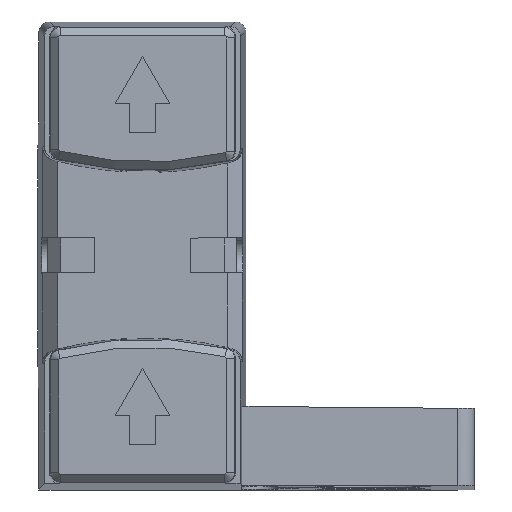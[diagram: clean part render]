
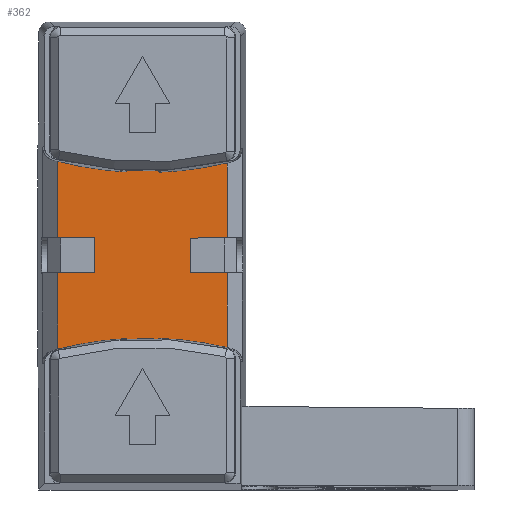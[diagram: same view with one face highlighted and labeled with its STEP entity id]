
A CAD part, top view. The second image highlights one B-rep face of the part: STEP entity #362.
In plain terms, the highlighted planar face has unit normal (0, 0, 1).
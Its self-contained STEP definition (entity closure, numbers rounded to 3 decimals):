
#122=CIRCLE('',#3040,10.649);
#126=CIRCLE('',#3046,10.649);
#127=CIRCLE('',#3048,10.649);
#131=CIRCLE('',#3054,10.649);
#134=CIRCLE('',#3062,10.449);
#135=CIRCLE('',#3063,10.449);
#203=FACE_OUTER_BOUND('',#712,.T.);
#362=ADVANCED_FACE('',(#203),#511,.T.);
#511=PLANE('',#3064);
#712=EDGE_LOOP('',(#1607,#1608,#1609,#1610,#1611,#1612,#1613,#1614,#1615,
#1616,#1617,#1618,#1619,#1620,#1621,#1622,#1623,#1624,#1625,#1626,#1627,
#1628,#1629,#1630,#1631));
#859=LINE('',#4105,#1097);
#862=LINE('',#4111,#1100);
#866=LINE('',#4129,#1104);
#868=LINE('',#4133,#1106);
#873=LINE('',#4154,#1111);
#952=LINE('',#4639,#1190);
#953=LINE('',#4657,#1191);
#955=LINE('',#4677,#1193);
#956=LINE('',#4680,#1194);
#957=LINE('',#4681,#1195);
#958=LINE('',#4683,#1196);
#959=LINE('',#4685,#1197);
#960=LINE('',#4687,#1198);
#961=LINE('',#4689,#1199);
#962=LINE('',#4691,#1200);
#1097=VECTOR('',#3260,1.);
#1100=VECTOR('',#3265,1.);
#1104=VECTOR('',#3279,1.);
#1106=VECTOR('',#3283,1.);
#1111=VECTOR('',#3302,1.);
#1190=VECTOR('',#3543,1.);
#1191=VECTOR('',#3546,1.);
#1193=VECTOR('',#3550,1.);
#1194=VECTOR('',#3551,1.);
#1195=VECTOR('',#3552,1.);
#1196=VECTOR('',#3553,1.);
#1197=VECTOR('',#3556,1.);
#1198=VECTOR('',#3557,1.);
#1199=VECTOR('',#3558,1.);
#1200=VECTOR('',#3561,1.);
#1607=ORIENTED_EDGE('',*,*,#2670,.F.);
#1608=ORIENTED_EDGE('',*,*,#2671,.F.);
#1609=ORIENTED_EDGE('',*,*,#2484,.T.);
#1610=ORIENTED_EDGE('',*,*,#2672,.F.);
#1611=ORIENTED_EDGE('',*,*,#2673,.T.);
#1612=ORIENTED_EDGE('',*,*,#2623,.F.);
#1613=ORIENTED_EDGE('',*,*,#2507,.T.);
#1614=ORIENTED_EDGE('',*,*,#2607,.T.);
#1615=ORIENTED_EDGE('',*,*,#2674,.F.);
#1616=ORIENTED_EDGE('',*,*,#2609,.F.);
#1617=ORIENTED_EDGE('',*,*,#2497,.T.);
#1618=ORIENTED_EDGE('',*,*,#2633,.F.);
#1619=ORIENTED_EDGE('',*,*,#2665,.T.);
#1620=ORIENTED_EDGE('',*,*,#2675,.T.);
#1621=ORIENTED_EDGE('',*,*,#2676,.F.);
#1622=ORIENTED_EDGE('',*,*,#2677,.T.);
#1623=ORIENTED_EDGE('',*,*,#2667,.T.);
#1624=ORIENTED_EDGE('',*,*,#2612,.F.);
#1625=ORIENTED_EDGE('',*,*,#2487,.T.);
#1626=ORIENTED_EDGE('',*,*,#2605,.T.);
#1627=ORIENTED_EDGE('',*,*,#2678,.F.);
#1628=ORIENTED_EDGE('',*,*,#2603,.T.);
#1629=ORIENTED_EDGE('',*,*,#2495,.T.);
#1630=ORIENTED_EDGE('',*,*,#2622,.F.);
#1631=ORIENTED_EDGE('',*,*,#2679,.T.);
#2207=VERTEX_POINT('',#4103);
#2209=VERTEX_POINT('',#4106);
#2211=VERTEX_POINT('',#4112);
#2212=VERTEX_POINT('',#4113);
#2219=VERTEX_POINT('',#4128);
#2220=VERTEX_POINT('',#4130);
#2221=VERTEX_POINT('',#4134);
#2222=VERTEX_POINT('',#4135);
#2229=VERTEX_POINT('',#4153);
#2230=VERTEX_POINT('',#4155);
#2299=VERTEX_POINT('',#4373);
#2300=VERTEX_POINT('',#4380);
#2301=VERTEX_POINT('',#4396);
#2302=VERTEX_POINT('',#4406);
#2303=VERTEX_POINT('',#4424);
#2312=VERTEX_POINT('',#4484);
#2313=VERTEX_POINT('',#4488);
#2322=VERTEX_POINT('',#4548);
#2353=VERTEX_POINT('',#4638);
#2354=VERTEX_POINT('',#4658);
#2355=VERTEX_POINT('',#4678);
#2356=VERTEX_POINT('',#4679);
#2357=VERTEX_POINT('',#4682);
#2358=VERTEX_POINT('',#4686);
#2359=VERTEX_POINT('',#4688);
#2484=EDGE_CURVE('',#2209,#2207,#859,.T.);
#2487=EDGE_CURVE('',#2211,#2212,#862,.T.);
#2495=EDGE_CURVE('',#2220,#2219,#866,.T.);
#2497=EDGE_CURVE('',#2221,#2222,#868,.T.);
#2507=EDGE_CURVE('',#2230,#2229,#873,.T.);
#2603=EDGE_CURVE('',#2299,#2220,#2924,.T.);
#2605=EDGE_CURVE('',#2212,#2300,#2925,.T.);
#2607=EDGE_CURVE('',#2229,#2301,#2926,.T.);
#2609=EDGE_CURVE('',#2221,#2302,#2927,.T.);
#2612=EDGE_CURVE('',#2211,#2303,#122,.T.);
#2622=EDGE_CURVE('',#2312,#2219,#126,.T.);
#2623=EDGE_CURVE('',#2230,#2313,#127,.T.);
#2633=EDGE_CURVE('',#2322,#2222,#131,.T.);
#2665=EDGE_CURVE('',#2322,#2353,#952,.T.);
#2667=EDGE_CURVE('',#2354,#2303,#953,.T.);
#2670=EDGE_CURVE('',#2355,#2356,#955,.T.);
#2671=EDGE_CURVE('',#2209,#2355,#956,.T.);
#2672=EDGE_CURVE('',#2357,#2207,#957,.T.);
#2673=EDGE_CURVE('',#2357,#2313,#958,.T.);
#2674=EDGE_CURVE('',#2302,#2301,#134,.T.);
#2675=EDGE_CURVE('',#2353,#2358,#959,.T.);
#2676=EDGE_CURVE('',#2359,#2358,#960,.T.);
#2677=EDGE_CURVE('',#2359,#2354,#961,.T.);
#2678=EDGE_CURVE('',#2299,#2300,#135,.T.);
#2679=EDGE_CURVE('',#2312,#2356,#962,.T.);
#2924=ELLIPSE('',#3031,0.3,0.3);
#2925=ELLIPSE('',#3033,0.3,0.3);
#2926=ELLIPSE('',#3035,0.3,0.3);
#2927=ELLIPSE('',#3037,0.3,0.3);
#3031=AXIS2_PLACEMENT_3D('',#4372,#3463,#3464);
#3033=AXIS2_PLACEMENT_3D('',#4379,#3467,#3468);
#3035=AXIS2_PLACEMENT_3D('',#4395,#3471,#3472);
#3037=AXIS2_PLACEMENT_3D('',#4405,#3475,#3476);
#3040=AXIS2_PLACEMENT_3D('',#4423,#3482,#3483);
#3046=AXIS2_PLACEMENT_3D('',#4485,#3494,#3495);
#3048=AXIS2_PLACEMENT_3D('',#4487,#3498,#3499);
#3054=AXIS2_PLACEMENT_3D('',#4549,#3510,#3511);
#3062=AXIS2_PLACEMENT_3D('',#4684,#3554,#3555);
#3063=AXIS2_PLACEMENT_3D('',#4690,#3559,#3560);
#3064=AXIS2_PLACEMENT_3D('',#4692,#3562,#3563);
#3260=DIRECTION('',(0.999,0.052,0.));
#3265=DIRECTION('',(0.,-1.,0.));
#3279=DIRECTION('',(0.,1.,0.));
#3283=DIRECTION('',(0.,-1.,0.));
#3302=DIRECTION('',(0.,1.,0.));
#3463=DIRECTION('',(0.,0.,-1.));
#3464=DIRECTION('',(0.707,0.707,0.));
#3467=DIRECTION('',(0.,0.,-1.));
#3468=DIRECTION('',(0.707,-0.707,0.));
#3471=DIRECTION('',(0.,0.,-1.));
#3472=DIRECTION('',(0.707,-0.707,0.));
#3475=DIRECTION('',(0.,0.,1.));
#3476=DIRECTION('',(0.707,0.707,0.));
#3482=DIRECTION('',(0.,0.,1.));
#3483=DIRECTION('',(1.,0.,0.));
#3494=DIRECTION('',(0.,0.,1.));
#3495=DIRECTION('',(1.,0.,0.));
#3498=DIRECTION('',(0.,0.,1.));
#3499=DIRECTION('',(0.,1.,0.));
#3510=DIRECTION('',(0.,0.,1.));
#3511=DIRECTION('',(0.,1.,0.));
#3543=DIRECTION('',(0.,-1.,0.));
#3546=DIRECTION('',(0.,-1.,0.));
#3550=DIRECTION('',(1.,0.,0.));
#3551=DIRECTION('',(0.,-1.,0.));
#3552=DIRECTION('',(-1.,0.,0.));
#3553=DIRECTION('',(0.,1.,0.));
#3554=DIRECTION('',(0.,0.,1.));
#3555=DIRECTION('',(1.,0.,0.));
#3556=DIRECTION('',(1.,0.,0.));
#3557=DIRECTION('',(0.,1.,0.));
#3558=DIRECTION('',(-1.,0.,0.));
#3559=DIRECTION('',(0.,0.,1.));
#3560=DIRECTION('',(1.,0.,0.));
#3561=DIRECTION('',(0.,1.,0.));
#3562=DIRECTION('',(0.,0.,1.));
#3563=DIRECTION('',(0.,1.,0.));
#4103=CARTESIAN_POINT('',(1.765,84.673,8.2));
#4105=CARTESIAN_POINT('',(2.524,84.713,8.2));
#4106=CARTESIAN_POINT('',(1.447,84.656,8.2));
#4111=CARTESIAN_POINT('',(-0.523,-9.463,8.2));
#4112=CARTESIAN_POINT('',(-0.523,81.631,8.2));
#4113=CARTESIAN_POINT('',(-0.523,81.447,8.2));
#4128=CARTESIAN_POINT('',(0.516,81.641,8.2));
#4129=CARTESIAN_POINT('',(0.516,-9.463,8.2));
#4130=CARTESIAN_POINT('',(0.516,81.447,8.2));
#4133=CARTESIAN_POINT('',(-0.523,-9.463,8.2));
#4134=CARTESIAN_POINT('',(-0.523,86.85,8.2));
#4135=CARTESIAN_POINT('',(-0.523,86.666,8.2));
#4153=CARTESIAN_POINT('',(0.516,86.85,8.2));
#4154=CARTESIAN_POINT('',(0.516,-9.463,8.2));
#4155=CARTESIAN_POINT('',(0.516,86.656,8.2));
#4372=CARTESIAN_POINT('',(0.816,81.447,8.2));
#4373=CARTESIAN_POINT('',(0.516,81.441,8.2));
#4379=CARTESIAN_POINT('',(-0.823,81.447,8.2));
#4380=CARTESIAN_POINT('',(-0.524,81.431,8.2));
#4395=CARTESIAN_POINT('',(0.816,86.85,8.2));
#4396=CARTESIAN_POINT('',(0.516,86.857,8.2));
#4405=CARTESIAN_POINT('',(-0.823,86.85,8.2));
#4406=CARTESIAN_POINT('',(-0.524,86.867,8.2));
#4423=CARTESIAN_POINT('',(0.098,71.,8.2));
#4424=CARTESIAN_POINT('',(-2.56,81.312,8.2));
#4484=CARTESIAN_POINT('',(2.553,81.362,8.2));
#4485=CARTESIAN_POINT('',(0.098,71.,8.2));
#4487=CARTESIAN_POINT('',(0.098,97.297,8.2));
#4488=CARTESIAN_POINT('',(2.553,86.935,8.2));
#4548=CARTESIAN_POINT('',(-2.56,86.986,8.2));
#4549=CARTESIAN_POINT('',(0.098,97.297,8.2));
#4638=CARTESIAN_POINT('',(-2.56,84.673,8.2));
#4639=CARTESIAN_POINT('',(-2.56,-9.463,8.2));
#4657=CARTESIAN_POINT('',(-2.56,-9.463,8.2));
#4658=CARTESIAN_POINT('',(-2.56,83.624,8.2));
#4677=CARTESIAN_POINT('',(31.063,83.624,8.2));
#4678=CARTESIAN_POINT('',(1.447,83.624,8.2));
#4679=CARTESIAN_POINT('',(2.553,83.624,8.2));
#4680=CARTESIAN_POINT('',(1.447,-7.963,8.2));
#4681=CARTESIAN_POINT('',(31.063,84.673,8.2));
#4682=CARTESIAN_POINT('',(2.553,84.673,8.2));
#4683=CARTESIAN_POINT('',(2.553,74.149,8.2));
#4684=CARTESIAN_POINT('',(0.098,97.297,8.2));
#4685=CARTESIAN_POINT('',(-31.07,84.673,8.2));
#4686=CARTESIAN_POINT('',(-1.453,84.673,8.2));
#4687=CARTESIAN_POINT('',(-1.453,84.149,8.2));
#4688=CARTESIAN_POINT('',(-1.453,83.624,8.2));
#4689=CARTESIAN_POINT('',(-31.07,83.624,8.2));
#4690=CARTESIAN_POINT('',(0.098,71.,8.2));
#4691=CARTESIAN_POINT('',(2.553,74.149,8.2));
#4692=CARTESIAN_POINT('',(31.063,-9.463,8.2));
